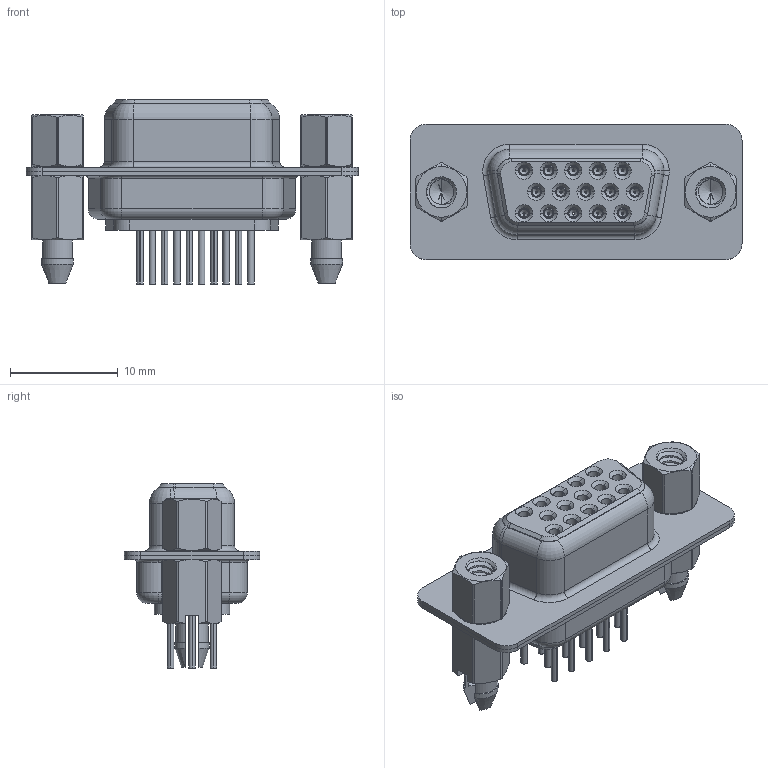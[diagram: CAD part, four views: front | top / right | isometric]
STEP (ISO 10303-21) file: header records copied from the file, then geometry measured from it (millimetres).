
FILE_DESCRIPTION (( 'STEP AP203' ), '1' );
FILE_NAME ('MHHDD-15FNS-H1.STEP', '2025-11-20T14:59:09', ( '' ), ( '' ), 'SwSTEP 2.0', 'SolidWorks 2023', '' );
FILE_SCHEMA (( 'CONFIG_CONTROL_DESIGN' ));
Length unit declared in the file: millimetre
Products named in the file (9): MHHDD Contact Row 2_30L; MHHDD Shell Front_15 Contacts; MHHDD Threaded Boardlock_LP; MHHDD Contact Row 1_30L; MHHDD Housing_15 Contacts; MHHDD-15FNS-H1; MHHDD Contact Row 3_30L; MHHDD Shell Rear_15 Contacts; MHHDD Hex Standoff
Assembly tree (22 placements, depth 2):
  MHHDD-15FNS-H1
    MHHDD Housing_15 Contacts
    MHHDD Shell Front_15 Contacts
    MHHDD Shell Rear_15 Contacts
    MHHDD Contact Row 1_30L  x5
    MHHDD Contact Row 2_30L  x5
    MHHDD Contact Row 3_30L  x5
    MHHDD Hex Standoff  x2
    MHHDD Threaded Boardlock_LP  x2
Bounding box: 30.81 x 12.55 x 17.1 mm (x, y, z)
Volume: 1825.5 mm3; surface area: 6231.6 mm2
Topology: 22 solids, 22 shells, 2391 faces, 6135 edges, 3827 vertices
Faces by surface type: cylinder 736, plane 590, torus 447, bspline 318, cone 300
Entity records: 34694 total; most frequent: CARTESIAN_POINT 12754, ORIENTED_EDGE 4398, DIRECTION 4300, EDGE_CURVE 2199, AXIS2_PLACEMENT_3D 1765, VERTEX_POINT 1385, EDGE_LOOP 984, CIRCLE 924
